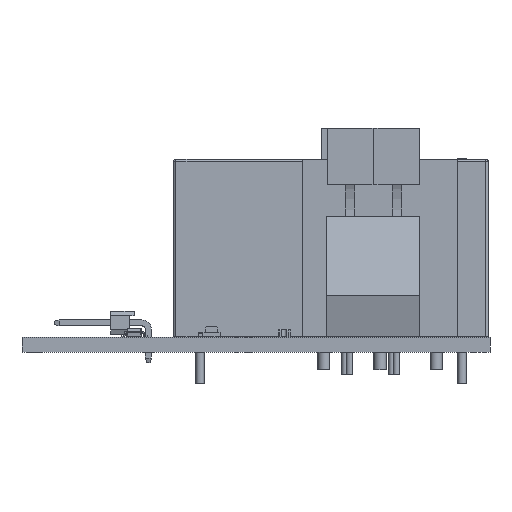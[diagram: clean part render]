
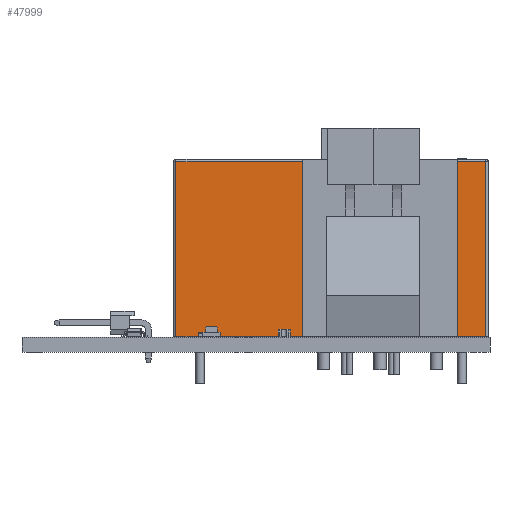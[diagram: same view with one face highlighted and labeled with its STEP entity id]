
A CAD part, front view. The second image highlights one B-rep face of the part: STEP entity #47999.
In plain terms, the highlighted face is planar.
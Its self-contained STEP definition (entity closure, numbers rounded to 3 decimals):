
#46550 = CYLINDRICAL_SURFACE('',#46551,0.3);
#46551 = AXIS2_PLACEMENT_3D('',#46552,#46553,#46554);
#46552 = CARTESIAN_POINT('',(22.425,18.42,18.7));
#46553 = DIRECTION('',(-1.,0.,0.));
#46554 = DIRECTION('',(0.,0.707,0.707
    ));
#47091 = VERTEX_POINT('',#47092);
#47092 = CARTESIAN_POINT('',(-2.55,18.72,18.7));
#47165 = VERTEX_POINT('',#47166);
#47166 = CARTESIAN_POINT('',(30.55,18.72,18.7));
#47232 = EDGE_CURVE('',#47165,#47091,#47233,.T.);
#47233 = SURFACE_CURVE('',#47234,(#47238,#47245),.PCURVE_S1.);
#47234 = LINE('',#47235,#47236);
#47235 = CARTESIAN_POINT('',(22.425,18.72,18.7));
#47236 = VECTOR('',#47237,1.);
#47237 = DIRECTION('',(-1.,0.,0.));
#47238 = PCURVE('',#46550,#47239);
#47239 = DEFINITIONAL_REPRESENTATION('',(#47240),#47244);
#47240 = LINE('',#47241,#47242);
#47241 = CARTESIAN_POINT('',(7.069,0.));
#47242 = VECTOR('',#47243,1.);
#47243 = DIRECTION('',(0.,1.));
#47244 = ( GEOMETRIC_REPRESENTATION_CONTEXT(2) 
PARAMETRIC_REPRESENTATION_CONTEXT() REPRESENTATION_CONTEXT('2D SPACE',''
  ) );
#47245 = PCURVE('',#47246,#47251);
#47246 = PLANE('',#47247);
#47247 = AXIS2_PLACEMENT_3D('',#47248,#47249,#47250);
#47248 = CARTESIAN_POINT('',(30.85,18.72,0.));
#47249 = DIRECTION('',(0.,1.,0.));
#47250 = DIRECTION('',(-1.,0.,0.));
#47251 = DEFINITIONAL_REPRESENTATION('',(#47252),#47256);
#47252 = LINE('',#47253,#47254);
#47253 = CARTESIAN_POINT('',(8.425,18.7));
#47254 = VECTOR('',#47255,1.);
#47255 = DIRECTION('',(1.,0.));
#47256 = ( GEOMETRIC_REPRESENTATION_CONTEXT(2) 
PARAMETRIC_REPRESENTATION_CONTEXT() REPRESENTATION_CONTEXT('2D SPACE',''
  ) );
#47640 = PLANE('',#47641);
#47641 = AXIS2_PLACEMENT_3D('',#47642,#47643,#47644);
#47642 = CARTESIAN_POINT('',(14.,7.62,0.));
#47643 = DIRECTION('',(0.,0.,1.));
#47644 = DIRECTION('',(1.,0.,0.));
#47818 = CYLINDRICAL_SURFACE('',#47819,0.3);
#47819 = AXIS2_PLACEMENT_3D('',#47820,#47821,#47822);
#47820 = CARTESIAN_POINT('',(30.55,18.42,0.));
#47821 = DIRECTION('',(0.,0.,1.));
#47822 = DIRECTION('',(0.707,0.707,0.
    ));
#47965 = CYLINDRICAL_SURFACE('',#47966,0.3);
#47966 = AXIS2_PLACEMENT_3D('',#47967,#47968,#47969);
#47967 = CARTESIAN_POINT('',(-2.55,18.42,0.));
#47968 = DIRECTION('',(0.,0.,1.));
#47969 = DIRECTION('',(-0.707,0.707,
    0.));
#47999 = ADVANCED_FACE('',(#48000),#47246,.T.);
#48000 = FACE_BOUND('',#48001,.T.);
#48001 = EDGE_LOOP('',(#48002,#48025,#48026,#48049));
#48002 = ORIENTED_EDGE('',*,*,#48003,.F.);
#48003 = EDGE_CURVE('',#47091,#48004,#48006,.T.);
#48004 = VERTEX_POINT('',#48005);
#48005 = CARTESIAN_POINT('',(-2.55,18.72,0.));
#48006 = SURFACE_CURVE('',#48007,(#48011,#48018),.PCURVE_S1.);
#48007 = LINE('',#48008,#48009);
#48008 = CARTESIAN_POINT('',(-2.55,18.72,0.));
#48009 = VECTOR('',#48010,1.);
#48010 = DIRECTION('',(0.,0.,-1.));
#48011 = PCURVE('',#47246,#48012);
#48012 = DEFINITIONAL_REPRESENTATION('',(#48013),#48017);
#48013 = LINE('',#48014,#48015);
#48014 = CARTESIAN_POINT('',(33.4,0.));
#48015 = VECTOR('',#48016,1.);
#48016 = DIRECTION('',(0.,-1.));
#48017 = ( GEOMETRIC_REPRESENTATION_CONTEXT(2) 
PARAMETRIC_REPRESENTATION_CONTEXT() REPRESENTATION_CONTEXT('2D SPACE',''
  ) );
#48018 = PCURVE('',#47965,#48019);
#48019 = DEFINITIONAL_REPRESENTATION('',(#48020),#48024);
#48020 = LINE('',#48021,#48022);
#48021 = CARTESIAN_POINT('',(5.498,0.));
#48022 = VECTOR('',#48023,1.);
#48023 = DIRECTION('',(0.,-1.));
#48024 = ( GEOMETRIC_REPRESENTATION_CONTEXT(2) 
PARAMETRIC_REPRESENTATION_CONTEXT() REPRESENTATION_CONTEXT('2D SPACE',''
  ) );
#48025 = ORIENTED_EDGE('',*,*,#47232,.F.);
#48026 = ORIENTED_EDGE('',*,*,#48027,.F.);
#48027 = EDGE_CURVE('',#48028,#47165,#48030,.T.);
#48028 = VERTEX_POINT('',#48029);
#48029 = CARTESIAN_POINT('',(30.55,18.72,0.));
#48030 = SURFACE_CURVE('',#48031,(#48035,#48042),.PCURVE_S1.);
#48031 = LINE('',#48032,#48033);
#48032 = CARTESIAN_POINT('',(30.55,18.72,0.));
#48033 = VECTOR('',#48034,1.);
#48034 = DIRECTION('',(0.,0.,1.));
#48035 = PCURVE('',#47246,#48036);
#48036 = DEFINITIONAL_REPRESENTATION('',(#48037),#48041);
#48037 = LINE('',#48038,#48039);
#48038 = CARTESIAN_POINT('',(0.3,0.));
#48039 = VECTOR('',#48040,1.);
#48040 = DIRECTION('',(0.,1.));
#48041 = ( GEOMETRIC_REPRESENTATION_CONTEXT(2) 
PARAMETRIC_REPRESENTATION_CONTEXT() REPRESENTATION_CONTEXT('2D SPACE',''
  ) );
#48042 = PCURVE('',#47818,#48043);
#48043 = DEFINITIONAL_REPRESENTATION('',(#48044),#48048);
#48044 = LINE('',#48045,#48046);
#48045 = CARTESIAN_POINT('',(0.785,0.));
#48046 = VECTOR('',#48047,1.);
#48047 = DIRECTION('',(0.,1.));
#48048 = ( GEOMETRIC_REPRESENTATION_CONTEXT(2) 
PARAMETRIC_REPRESENTATION_CONTEXT() REPRESENTATION_CONTEXT('2D SPACE',''
  ) );
#48049 = ORIENTED_EDGE('',*,*,#48050,.T.);
#48050 = EDGE_CURVE('',#48028,#48004,#48051,.T.);
#48051 = SURFACE_CURVE('',#48052,(#48056,#48063),.PCURVE_S1.);
#48052 = LINE('',#48053,#48054);
#48053 = CARTESIAN_POINT('',(30.85,18.72,0.));
#48054 = VECTOR('',#48055,1.);
#48055 = DIRECTION('',(-1.,0.,0.));
#48056 = PCURVE('',#47246,#48057);
#48057 = DEFINITIONAL_REPRESENTATION('',(#48058),#48062);
#48058 = LINE('',#48059,#48060);
#48059 = CARTESIAN_POINT('',(0.,0.));
#48060 = VECTOR('',#48061,1.);
#48061 = DIRECTION('',(1.,0.));
#48062 = ( GEOMETRIC_REPRESENTATION_CONTEXT(2) 
PARAMETRIC_REPRESENTATION_CONTEXT() REPRESENTATION_CONTEXT('2D SPACE',''
  ) );
#48063 = PCURVE('',#47640,#48064);
#48064 = DEFINITIONAL_REPRESENTATION('',(#48065),#48069);
#48065 = LINE('',#48066,#48067);
#48066 = CARTESIAN_POINT('',(16.85,11.1));
#48067 = VECTOR('',#48068,1.);
#48068 = DIRECTION('',(-1.,0.));
#48069 = ( GEOMETRIC_REPRESENTATION_CONTEXT(2) 
PARAMETRIC_REPRESENTATION_CONTEXT() REPRESENTATION_CONTEXT('2D SPACE',''
  ) );
